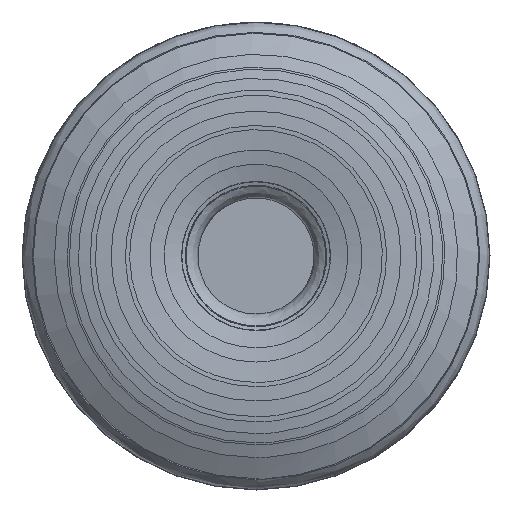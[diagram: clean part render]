
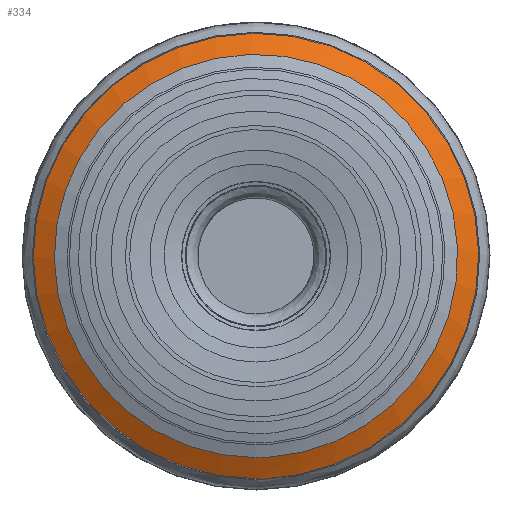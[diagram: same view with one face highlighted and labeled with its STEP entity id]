
A CAD part, left-side view. The second image highlights one B-rep face of the part: STEP entity #334.
In plain terms, the highlighted face is a revolution surface.
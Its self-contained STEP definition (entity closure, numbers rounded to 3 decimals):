
#152=SURFACE_OF_REVOLUTION('',#212,#184);
#184=AXIS1_PLACEMENT('',#1074,#842);
#212=B_SPLINE_CURVE_WITH_KNOTS('',3,(#1067,#1068,#1069,#1070,#1071,#1072,
#1073),.UNSPECIFIED.,.F.,.F.,(4,3,4),(0.,0.499,1.),
 .UNSPECIFIED.);
#263=FACE_BOUND('',#408,.T.);
#264=FACE_BOUND('',#409,.T.);
#334=ADVANCED_FACE('',(#263,#264),#152,.T.);
#408=EDGE_LOOP('',(#498));
#409=EDGE_LOOP('',(#499));
#498=ORIENTED_EDGE('',*,*,#642,.F.);
#499=ORIENTED_EDGE('',*,*,#643,.T.);
#591=VERTEX_POINT('',#1059);
#592=VERTEX_POINT('',#1066);
#642=EDGE_CURVE('',#591,#591,#696,.T.);
#643=EDGE_CURVE('',#592,#592,#697,.T.);
#696=CIRCLE('',#740,7.566);
#697=CIRCLE('',#741,6.851);
#740=AXIS2_PLACEMENT_3D('',#1058,#837,#838);
#741=AXIS2_PLACEMENT_3D('',#1065,#840,#841);
#837=DIRECTION('',(1.,0.,0.));
#838=DIRECTION('',(0.,0.,-1.));
#840=DIRECTION('',(1.,0.,0.));
#841=DIRECTION('',(0.,0.,-1.));
#842=DIRECTION('',(1.,0.,0.));
#1058=CARTESIAN_POINT('',(0.887,0.,0.));
#1059=CARTESIAN_POINT('',(0.887,0.,-7.566));
#1065=CARTESIAN_POINT('',(0.494,0.,0.));
#1066=CARTESIAN_POINT('',(0.494,0.,-6.851));
#1067=CARTESIAN_POINT('',(0.494,-6.332,2.616));
#1068=CARTESIAN_POINT('',(0.551,-6.464,2.615));
#1069=CARTESIAN_POINT('',(0.612,-6.594,2.614));
#1070=CARTESIAN_POINT('',(0.678,-6.722,2.613));
#1071=CARTESIAN_POINT('',(0.743,-6.85,2.613));
#1072=CARTESIAN_POINT('',(0.813,-6.976,2.613));
#1073=CARTESIAN_POINT('',(0.887,-7.1,2.614));
#1074=CARTESIAN_POINT('',(0.,0.,0.));
